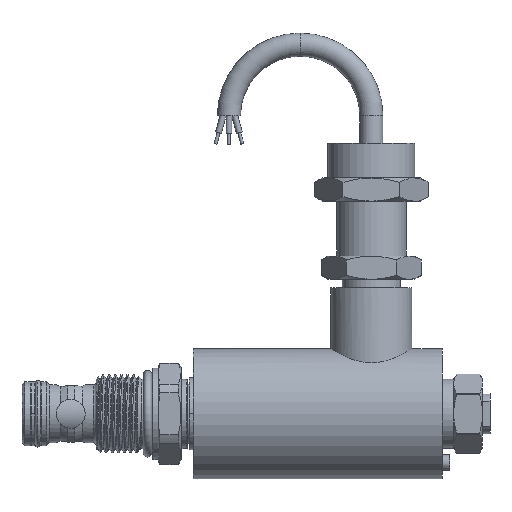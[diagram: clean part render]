
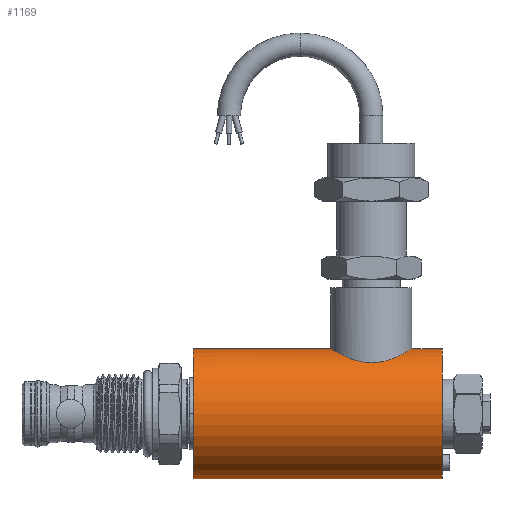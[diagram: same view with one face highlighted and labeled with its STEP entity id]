
A CAD part, front view. The second image highlights one B-rep face of the part: STEP entity #1169.
In plain terms, the highlighted cylindrical face has radius 22.5 mm (diameter 45 mm), a partial arc.
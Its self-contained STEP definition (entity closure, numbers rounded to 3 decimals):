
#63 = EDGE_CURVE ( 'NONE', #8883, #2058, #9707, .T. ) ;
#435 = ORIENTED_EDGE ( 'NONE', *, *, #5801, .T. ) ;
#585 = CARTESIAN_POINT ( 'NONE',  ( 81.593, -13.233, 18.198 ) ) ;
#623 = CARTESIAN_POINT ( 'NONE',  ( 77.476, -14., 17.614 ) ) ;
#650 = CARTESIAN_POINT ( 'NONE',  ( 63., -0.475, 22.5 ) ) ;
#688 = CARTESIAN_POINT ( 'NONE',  ( 69.557, -11.866, 19.119 ) ) ;
#720 = DIRECTION ( 'NONE',  ( 0., 0., 1. ) ) ;
#724 = CARTESIAN_POINT ( 'NONE',  ( 88.842, -7.482, 21.223 ) ) ;
#941 = ORIENTED_EDGE ( 'NONE', *, *, #5274, .F. ) ;
#1141 = DIRECTION ( 'NONE',  ( 1., 0., 0. ) ) ;
#1169 = ADVANCED_FACE ( 'NONE', ( #5326 ), #3044, .T. ) ;
#1388 = CARTESIAN_POINT ( 'NONE',  ( 86.231, -10.535, 19.884 ) ) ;
#1421 = CARTESIAN_POINT ( 'NONE',  ( 63.476, -3.739, 22.206 ) ) ;
#1441 = VERTEX_POINT ( 'NONE', #3712 ) ;
#1487 = CARTESIAN_POINT ( 'NONE',  ( 74.669, -13.813, 17.762 ) ) ;
#1516 = CARTESIAN_POINT ( 'NONE',  ( 86.564, -10.233, 20.041 ) ) ;
#1583 = DIRECTION ( 'NONE',  ( 1., 0., 0. ) ) ;
#1615 = CARTESIAN_POINT ( 'NONE',  ( 15.5, 0., 0. ) ) ;
#2058 = VERTEX_POINT ( 'NONE', #8957 ) ;
#2062 = CARTESIAN_POINT ( 'NONE',  ( 15.5, 0., 22.5 ) ) ;
#2203 = CARTESIAN_POINT ( 'NONE',  ( 90.072, -5.033, 21.934 ) ) ;
#2239 = CARTESIAN_POINT ( 'NONE',  ( 63.121, -1.898, 22.425 ) ) ;
#2269 = CARTESIAN_POINT ( 'NONE',  ( 89.08, -7.091, 21.358 ) ) ;
#2303 = CARTESIAN_POINT ( 'NONE',  ( 90.507, -3.712, 22.196 ) ) ;
#2586 = VERTEX_POINT ( 'NONE', #4895 ) ;
#2731 = DIRECTION ( 'NONE',  ( 1., 0., 0. ) ) ;
#2812 = EDGE_CURVE ( 'NONE', #2586, #1441, #5377, .T. ) ;
#2866 = CARTESIAN_POINT ( 'NONE',  ( 91., 0., 22.5 ) ) ;
#2905 = VERTEX_POINT ( 'NONE', #2062 ) ;
#3022 = CARTESIAN_POINT ( 'NONE',  ( 85.541, -11.101, 19.573 ) ) ;
#3044 = CYLINDRICAL_SURFACE ( 'NONE', #9740, 22.5 ) ;
#3052 = CARTESIAN_POINT ( 'NONE',  ( 82.026, -13.075, 18.313 ) ) ;
#3086 = CARTESIAN_POINT ( 'NONE',  ( 78.892, -13.88, 17.709 ) ) ;
#3122 = CARTESIAN_POINT ( 'NONE',  ( 89.715, -5.877, 21.723 ) ) ;
#3152 = CARTESIAN_POINT ( 'NONE',  ( 77.947, -13.976, 17.633 ) ) ;
#3433 = ORIENTED_EDGE ( 'NONE', *, *, #9768, .F. ) ;
#3485 = LINE ( 'NONE', #4443, #7230 ) ;
#3712 = CARTESIAN_POINT ( 'NONE',  ( 101.5, 0., -22.5 ) ) ;
#3815 = VECTOR ( 'NONE', #5011, 1000. ) ;
#3847 = CARTESIAN_POINT ( 'NONE',  ( 73.288, -13.532, 17.978 ) ) ;
#3882 = CARTESIAN_POINT ( 'NONE',  ( 85.185, -11.367, 19.42 ) ) ;
#3912 = CARTESIAN_POINT ( 'NONE',  ( 68.816, -11.367, 19.419 ) ) ;
#3944 = CARTESIAN_POINT ( 'NONE',  ( 63., 0., 22.5 ) ) ;
#3979 = CARTESIAN_POINT ( 'NONE',  ( 72.41, -13.258, 18.184 ) ) ;
#4411 = DIRECTION ( 'NONE',  ( 1., 0., 0. ) ) ;
#4443 = CARTESIAN_POINT ( 'NONE',  ( 15.5, 0., -22.5 ) ) ;
#4556 = AXIS2_PLACEMENT_3D ( 'NONE', #9188, #1141, #8470 ) ;
#4643 = ORIENTED_EDGE ( 'NONE', *, *, #2812, .F. ) ;
#4656 = CARTESIAN_POINT ( 'NONE',  ( 68.458, -11.101, 19.573 ) ) ;
#4682 = CARTESIAN_POINT ( 'NONE',  ( 80.715, -13.506, 17.996 ) ) ;
#4713 = CARTESIAN_POINT ( 'NONE',  ( 89.516, -6.289, 21.607 ) ) ;
#4758 = EDGE_LOOP ( 'NONE', ( #941, #435, #4643, #3433, #6603, #5743 ) ) ;
#4895 = CARTESIAN_POINT ( 'NONE',  ( 101.5, 0., 22.5 ) ) ;
#5011 = DIRECTION ( 'NONE',  ( 1., 0., 0. ) ) ;
#5190 = LINE ( 'NONE', #8310, #3815 ) ;
#5274 = EDGE_CURVE ( 'NONE', #9008, #2905, #8091, .T. ) ;
#5326 = FACE_OUTER_BOUND ( 'NONE', #4758, .T. ) ;
#5377 = CIRCLE ( 'NONE', #4556, 22.5 ) ;
#5421 = CARTESIAN_POINT ( 'NONE',  ( 90.625, -3.254, 22.268 ) ) ;
#5455 = CARTESIAN_POINT ( 'NONE',  ( 64.925, -7.1, 21.354 ) ) ;
#5489 = CARTESIAN_POINT ( 'NONE',  ( 67.434, -10.232, 20.042 ) ) ;
#5525 = CARTESIAN_POINT ( 'NONE',  ( 71.147, -12.726, 18.556 ) ) ;
#5743 = ORIENTED_EDGE ( 'NONE', *, *, #9235, .F. ) ;
#5801 = EDGE_CURVE ( 'NONE', #9008, #1441, #3485, .T. ) ;
#6227 = CARTESIAN_POINT ( 'NONE',  ( 79.357, -13.808, 17.765 ) ) ;
#6261 = CARTESIAN_POINT ( 'NONE',  ( 63.194, -2.367, 22.38 ) ) ;
#6282 = DIRECTION ( 'NONE',  ( 0., 0., -1. ) ) ;
#6315 = DIRECTION ( 'NONE',  ( -1., 0., 0. ) ) ;
#6328 = CARTESIAN_POINT ( 'NONE',  ( 65.161, -7.487, 21.222 ) ) ;
#6362 = CARTESIAN_POINT ( 'NONE',  ( 88.083, -8.602, 20.806 ) ) ;
#6603 = ORIENTED_EDGE ( 'NONE', *, *, #63, .T. ) ;
#6714 = CARTESIAN_POINT ( 'NONE',  ( 15.5, 0., 22.5 ) ) ;
#7031 = CARTESIAN_POINT ( 'NONE',  ( 80.268, -13.621, 17.909 ) ) ;
#7060 = CARTESIAN_POINT ( 'NONE',  ( 83.293, -12.54, 18.687 ) ) ;
#7136 = CARTESIAN_POINT ( 'NONE',  ( 64.287, -5.881, 21.722 ) ) ;
#7164 = CARTESIAN_POINT ( 'NONE',  ( 65.918, -8.602, 20.806 ) ) ;
#7230 = VECTOR ( 'NONE', #4411, 1000. ) ;
#7304 = LINE ( 'NONE', #6714, #9049 ) ;
#7845 = CARTESIAN_POINT ( 'NONE',  ( 87.514, -9.288, 20.506 ) ) ;
#7884 = CARTESIAN_POINT ( 'NONE',  ( 91., -0.944, 22.5 ) ) ;
#7976 = CARTESIAN_POINT ( 'NONE',  ( 90.231, -4.6, 22.029 ) ) ;
#8091 = CIRCLE ( 'NONE', #9198, 22.5 ) ;
#8310 = CARTESIAN_POINT ( 'NONE',  ( 15.5, 0., 22.5 ) ) ;
#8470 = DIRECTION ( 'NONE',  ( 0., 0., 1. ) ) ;
#8638 = CARTESIAN_POINT ( 'NONE',  ( 75.136, -13.883, 17.706 ) ) ;
#8667 = CARTESIAN_POINT ( 'NONE',  ( 76.537, -14., 17.614 ) ) ;
#8699 = CARTESIAN_POINT ( 'NONE',  ( 63.024, -0.952, 22.485 ) ) ;
#8732 = CARTESIAN_POINT ( 'NONE',  ( 84.079, -12.111, 18.971 ) ) ;
#8759 = CARTESIAN_POINT ( 'NONE',  ( 15.5, 0., 0. ) ) ;
#8769 = CARTESIAN_POINT ( 'NONE',  ( 90.905, -1.876, 22.441 ) ) ;
#8883 = VERTEX_POINT ( 'NONE', #2866 ) ;
#8957 = CARTESIAN_POINT ( 'NONE',  ( 63., 0., 22.5 ) ) ;
#9008 = VERTEX_POINT ( 'NONE', #9527 ) ;
#9049 = VECTOR ( 'NONE', #2731, 1000. ) ;
#9188 = CARTESIAN_POINT ( 'NONE',  ( 101.5, 0., 0. ) ) ;
#9198 = AXIS2_PLACEMENT_3D ( 'NONE', #8759, #6315, #6282 ) ;
#9235 = EDGE_CURVE ( 'NONE', #2905, #2058, #5190, .T. ) ;
#9431 = CARTESIAN_POINT ( 'NONE',  ( 69.94, -12.098, 18.972 ) ) ;
#9466 = CARTESIAN_POINT ( 'NONE',  ( 91., 0., 22.5 ) ) ;
#9507 = CARTESIAN_POINT ( 'NONE',  ( 64.487, -6.295, 21.606 ) ) ;
#9527 = CARTESIAN_POINT ( 'NONE',  ( 15.5, 0., -22.5 ) ) ;
#9538 = CARTESIAN_POINT ( 'NONE',  ( 67.768, -10.534, 19.884 ) ) ;
#9566 = CARTESIAN_POINT ( 'NONE',  ( 63.751, -4.617, 22.038 ) ) ;
#9707 = B_SPLINE_CURVE_WITH_KNOTS ( 'NONE', 3,
 ( #9466, #7884, #8769, #5421, #2303, #7976, #2203, #3122, #4713, #2269, #724, #6362, #7845, #1516, #1388, #3022, #3882, #8732, #7060, #3052, #585, #4682, #7031, #6227, #3086, #3152, #623, #8667, #10293, #8638, #1487, #3847, #3979, #5525, #10260, #9431, #688, #3912, #4656, #9538, #5489, #10226, #7164, #6328, #5455, #9507, #7136, #9566, #1421, #6261, #2239, #8699, #650, #3944 ),
 .UNSPECIFIED., .F., .F.,
 ( 4, 2, 2, 2, 2, 2, 2, 2, 2, 2, 2, 2, 2, 2, 2, 2, 2, 2, 2, 2, 2, 2, 2, 2, 2, 2, 4 ),
 ( 0.045, 0.048, 0.049, 0.051, 0.052, 0.053, 0.056, 0.058, 0.059, 0.062, 0.063, 0.065, 0.066, 0.067, 0.069, 0.07, 0.073, 0.075, 0.076, 0.077, 0.079, 0.082, 0.083, 0.084, 0.087, 0.089, 0.09 ),
 .UNSPECIFIED. ) ;
#9740 = AXIS2_PLACEMENT_3D ( 'NONE', #1615, #1583, #720 ) ;
#9768 = EDGE_CURVE ( 'NONE', #8883, #2586, #7304, .T. ) ;
#10226 = CARTESIAN_POINT ( 'NONE',  ( 66.485, -9.286, 20.506 ) ) ;
#10260 = CARTESIAN_POINT ( 'NONE',  ( 70.734, -12.528, 18.691 ) ) ;
#10293 = CARTESIAN_POINT ( 'NONE',  ( 76.069, -13.977, 17.632 ) ) ;
